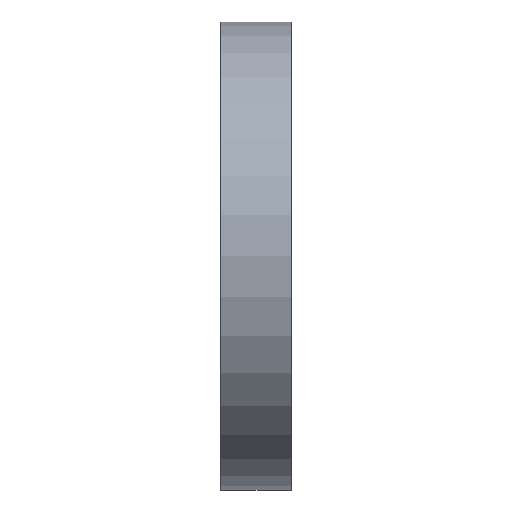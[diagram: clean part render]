
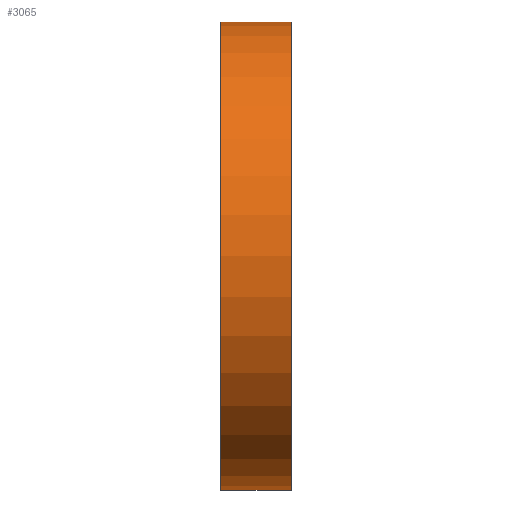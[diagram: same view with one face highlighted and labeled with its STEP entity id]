
A CAD part, left-side view. The second image highlights one B-rep face of the part: STEP entity #3065.
In plain terms, the highlighted cylindrical face has radius 40 mm (diameter 80 mm), a partial arc.
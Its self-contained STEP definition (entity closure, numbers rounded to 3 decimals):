
#18 = CARTESIAN_POINT ( 'NONE',  ( 0., 12., 40. ) ) ;
#77 = VECTOR ( 'NONE', #1134, 1000. ) ;
#98 = DIRECTION ( 'NONE',  ( 0., 0., -1. ) ) ;
#142 = AXIS2_PLACEMENT_3D ( 'NONE', #2279, #2823, #1190 ) ;
#185 = AXIS2_PLACEMENT_3D ( 'NONE', #338, #1062, #2456 ) ;
#205 = CARTESIAN_POINT ( 'NONE',  ( 0., 12., -40. ) ) ;
#292 = EDGE_CURVE ( 'NONE', #2870, #587, #1169, .T. ) ;
#338 = CARTESIAN_POINT ( 'NONE',  ( 0., 12., 0. ) ) ;
#514 = VERTEX_POINT ( 'NONE', #1918 ) ;
#587 = VERTEX_POINT ( 'NONE', #3024 ) ;
#626 = FACE_OUTER_BOUND ( 'NONE', #1905, .T. ) ;
#1062 = DIRECTION ( 'NONE',  ( 0., 1., 0. ) ) ;
#1134 = DIRECTION ( 'NONE',  ( 0., -1., 0. ) ) ;
#1169 = LINE ( 'NONE', #3048, #2846 ) ;
#1190 = DIRECTION ( 'NONE',  ( 0., 0., 1. ) ) ;
#1215 = EDGE_CURVE ( 'NONE', #2870, #514, #1706, .T. ) ;
#1439 = CIRCLE ( 'NONE', #142, 40. ) ;
#1448 = DIRECTION ( 'NONE',  ( 0., -1., 0. ) ) ;
#1459 = EDGE_CURVE ( 'NONE', #587, #1762, #1439, .T. ) ;
#1661 = LINE ( 'NONE', #18, #77 ) ;
#1693 = CARTESIAN_POINT ( 'NONE',  ( 0., 0., 40. ) ) ;
#1695 = CARTESIAN_POINT ( 'NONE',  ( 0., 12., 0. ) ) ;
#1706 = CIRCLE ( 'NONE', #185, 40. ) ;
#1762 = VERTEX_POINT ( 'NONE', #1693 ) ;
#1839 = AXIS2_PLACEMENT_3D ( 'NONE', #1695, #2760, #98 ) ;
#1905 = EDGE_LOOP ( 'NONE', ( #3204, #3236, #2452, #2500 ) ) ;
#1918 = CARTESIAN_POINT ( 'NONE',  ( 0., 12., 40. ) ) ;
#2279 = CARTESIAN_POINT ( 'NONE',  ( 0., 0., 0. ) ) ;
#2452 = ORIENTED_EDGE ( 'NONE', *, *, #292, .T. ) ;
#2456 = DIRECTION ( 'NONE',  ( 0., 0., 1. ) ) ;
#2500 = ORIENTED_EDGE ( 'NONE', *, *, #1459, .T. ) ;
#2760 = DIRECTION ( 'NONE',  ( 0., -1., 0. ) ) ;
#2776 = CYLINDRICAL_SURFACE ( 'NONE', #1839, 40. ) ;
#2823 = DIRECTION ( 'NONE',  ( 0., 1., 0. ) ) ;
#2846 = VECTOR ( 'NONE', #1448, 1000. ) ;
#2870 = VERTEX_POINT ( 'NONE', #205 ) ;
#3024 = CARTESIAN_POINT ( 'NONE',  ( 0., 0., -40. ) ) ;
#3048 = CARTESIAN_POINT ( 'NONE',  ( 0., 12., -40. ) ) ;
#3065 = ADVANCED_FACE ( 'NONE', ( #626 ), #2776, .T. ) ;
#3204 = ORIENTED_EDGE ( 'NONE', *, *, #3377, .F. ) ;
#3236 = ORIENTED_EDGE ( 'NONE', *, *, #1215, .F. ) ;
#3377 = EDGE_CURVE ( 'NONE', #514, #1762, #1661, .T. ) ;
